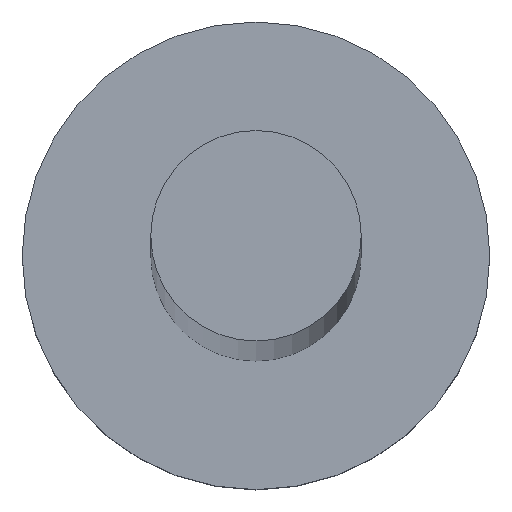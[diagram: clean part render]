
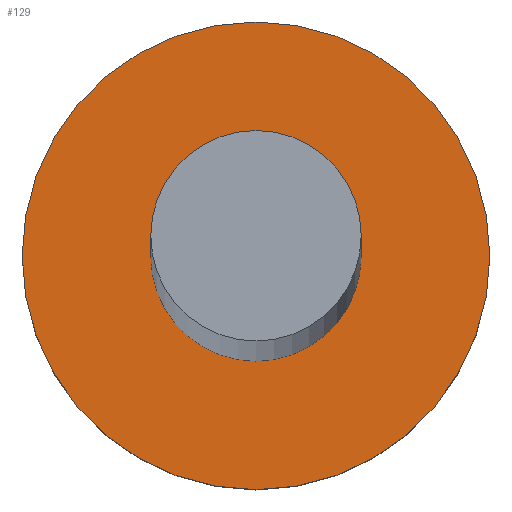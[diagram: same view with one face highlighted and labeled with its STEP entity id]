
A CAD part, top view. The second image highlights one B-rep face of the part: STEP entity #129.
In plain terms, the highlighted planar face has unit normal (0, 0, 1).
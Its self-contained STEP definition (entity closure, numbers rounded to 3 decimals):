
#6 = EDGE_LOOP ( 'NONE', ( #181, #139 ) ) ;
#13 = CARTESIAN_POINT ( 'NONE',  ( 0., 0., 1.5 ) ) ;
#22 = CIRCLE ( 'NONE', #203, 2. ) ;
#45 = DIRECTION ( 'NONE',  ( 0., 0., 1. ) ) ;
#47 = CARTESIAN_POINT ( 'NONE',  ( 0., 0., 1.5 ) ) ;
#57 = DIRECTION ( 'NONE',  ( 1., 0., 0. ) ) ;
#62 = CIRCLE ( 'NONE', #92, 0.9 ) ;
#71 = DIRECTION ( 'NONE',  ( 0., 0., 1. ) ) ;
#78 = ORIENTED_EDGE ( 'NONE', *, *, #141, .T. ) ;
#79 = EDGE_CURVE ( 'NONE', #162, #182, #62, .T. ) ;
#82 = DIRECTION ( 'NONE',  ( 0., 0., 1. ) ) ;
#86 = CIRCLE ( 'NONE', #241, 0.9 ) ;
#92 = AXIS2_PLACEMENT_3D ( 'NONE', #128, #166, #253 ) ;
#95 = DIRECTION ( 'NONE',  ( 1., 0., 0. ) ) ;
#97 = DIRECTION ( 'NONE',  ( 1., 0., 0. ) ) ;
#114 = AXIS2_PLACEMENT_3D ( 'NONE', #215, #71, #97 ) ;
#126 = PLANE ( 'NONE',  #161 ) ;
#128 = CARTESIAN_POINT ( 'NONE',  ( 0., 0., 1.5 ) ) ;
#129 = ADVANCED_FACE ( 'NONE', ( #233, #132 ), #126, .T. ) ;
#132 = FACE_OUTER_BOUND ( 'NONE', #247, .T. ) ;
#139 = ORIENTED_EDGE ( 'NONE', *, *, #79, .F. ) ;
#141 = EDGE_CURVE ( 'NONE', #223, #160, #150, .T. ) ;
#145 = EDGE_CURVE ( 'NONE', #160, #223, #22, .T. ) ;
#150 = CIRCLE ( 'NONE', #114, 2. ) ;
#160 = VERTEX_POINT ( 'NONE', #200 ) ;
#161 = AXIS2_PLACEMENT_3D ( 'NONE', #13, #82, #57 ) ;
#162 = VERTEX_POINT ( 'NONE', #216 ) ;
#166 = DIRECTION ( 'NONE',  ( 0., 0., 1. ) ) ;
#173 = DIRECTION ( 'NONE',  ( 1., 0., 0. ) ) ;
#177 = CARTESIAN_POINT ( 'NONE',  ( -0.9, 0., 1.5 ) ) ;
#181 = ORIENTED_EDGE ( 'NONE', *, *, #231, .F. ) ;
#182 = VERTEX_POINT ( 'NONE', #177 ) ;
#197 = CARTESIAN_POINT ( 'NONE',  ( 0., 0., 1.5 ) ) ;
#200 = CARTESIAN_POINT ( 'NONE',  ( -2., 0., 1.5 ) ) ;
#203 = AXIS2_PLACEMENT_3D ( 'NONE', #197, #45, #95 ) ;
#206 = ORIENTED_EDGE ( 'NONE', *, *, #145, .T. ) ;
#215 = CARTESIAN_POINT ( 'NONE',  ( 0., 0., 1.5 ) ) ;
#216 = CARTESIAN_POINT ( 'NONE',  ( 0.9, 0., 1.5 ) ) ;
#218 = DIRECTION ( 'NONE',  ( 0., 0., 1. ) ) ;
#223 = VERTEX_POINT ( 'NONE', #234 ) ;
#231 = EDGE_CURVE ( 'NONE', #182, #162, #86, .T. ) ;
#233 = FACE_BOUND ( 'NONE', #6, .T. ) ;
#234 = CARTESIAN_POINT ( 'NONE',  ( 2., 0., 1.5 ) ) ;
#241 = AXIS2_PLACEMENT_3D ( 'NONE', #47, #218, #173 ) ;
#247 = EDGE_LOOP ( 'NONE', ( #206, #78 ) ) ;
#253 = DIRECTION ( 'NONE',  ( 1., 0., 0. ) ) ;
